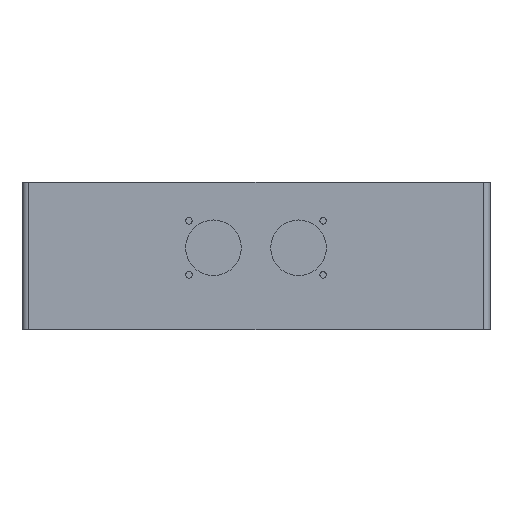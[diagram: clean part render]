
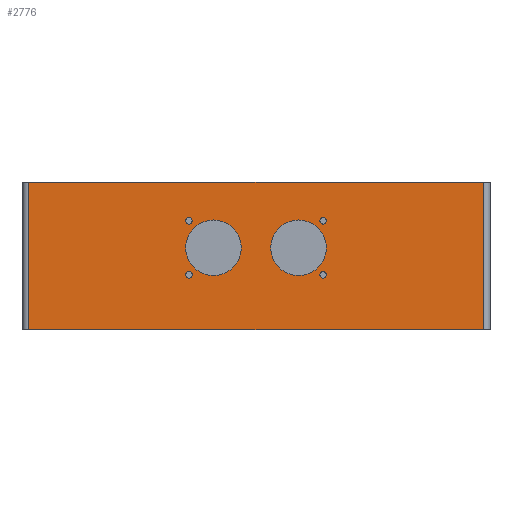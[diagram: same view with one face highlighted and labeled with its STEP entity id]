
A CAD part, front view. The second image highlights one B-rep face of the part: STEP entity #2776.
In plain terms, the highlighted planar face has unit normal (0, -1, 0).
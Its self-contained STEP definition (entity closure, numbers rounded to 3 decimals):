
#79=FACE_BOUND('',#499,.T.);
#80=FACE_BOUND('',#500,.T.);
#81=FACE_BOUND('',#501,.T.);
#82=FACE_BOUND('',#502,.T.);
#83=FACE_BOUND('',#503,.T.);
#84=FACE_BOUND('',#504,.T.);
#157=PLANE('',#3080);
#295=FACE_OUTER_BOUND('',#498,.T.);
#498=EDGE_LOOP('',(#2520,#2521,#2522,#2523));
#499=EDGE_LOOP('',(#2524));
#500=EDGE_LOOP('',(#2525));
#501=EDGE_LOOP('',(#2526));
#502=EDGE_LOOP('',(#2527));
#503=EDGE_LOOP('',(#2528));
#504=EDGE_LOOP('',(#2529));
#747=LINE('',#4659,#983);
#752=LINE('',#4676,#988);
#753=LINE('',#4679,#989);
#754=LINE('',#4680,#990);
#983=VECTOR('',#3869,10.);
#988=VECTOR('',#3888,10.);
#989=VECTOR('',#3891,10.);
#990=VECTOR('',#3892,10.);
#1124=CIRCLE('',#3040,1.);
#1125=CIRCLE('',#3042,1.);
#1126=CIRCLE('',#3044,1.);
#1127=CIRCLE('',#3046,1.);
#1132=CIRCLE('',#3056,8.5);
#1133=CIRCLE('',#3058,8.5);
#1372=VERTEX_POINT('',#4583);
#1373=VERTEX_POINT('',#4587);
#1374=VERTEX_POINT('',#4591);
#1375=VERTEX_POINT('',#4595);
#1380=VERTEX_POINT('',#4615);
#1381=VERTEX_POINT('',#4619);
#1393=VERTEX_POINT('',#4656);
#1394=VERTEX_POINT('',#4658);
#1399=VERTEX_POINT('',#4674);
#1400=VERTEX_POINT('',#4678);
#1738=EDGE_CURVE('',#1372,#1372,#1124,.T.);
#1740=EDGE_CURVE('',#1373,#1373,#1125,.T.);
#1742=EDGE_CURVE('',#1374,#1374,#1126,.T.);
#1744=EDGE_CURVE('',#1375,#1375,#1127,.T.);
#1753=EDGE_CURVE('',#1380,#1380,#1132,.T.);
#1755=EDGE_CURVE('',#1381,#1381,#1133,.T.);
#1774=EDGE_CURVE('',#1393,#1394,#747,.T.);
#1783=EDGE_CURVE('',#1394,#1399,#752,.T.);
#1784=EDGE_CURVE('',#1400,#1393,#753,.T.);
#1785=EDGE_CURVE('',#1399,#1400,#754,.T.);
#2520=ORIENTED_EDGE('',*,*,#1783,.F.);
#2521=ORIENTED_EDGE('',*,*,#1774,.F.);
#2522=ORIENTED_EDGE('',*,*,#1784,.F.);
#2523=ORIENTED_EDGE('',*,*,#1785,.F.);
#2524=ORIENTED_EDGE('',*,*,#1738,.T.);
#2525=ORIENTED_EDGE('',*,*,#1740,.T.);
#2526=ORIENTED_EDGE('',*,*,#1742,.T.);
#2527=ORIENTED_EDGE('',*,*,#1744,.T.);
#2528=ORIENTED_EDGE('',*,*,#1753,.T.);
#2529=ORIENTED_EDGE('',*,*,#1755,.T.);
#2776=ADVANCED_FACE('',(#295,#79,#80,#81,#82,#83,#84),#157,.T.);
#3040=AXIS2_PLACEMENT_3D('',#4585,#3784,#3785);
#3042=AXIS2_PLACEMENT_3D('',#4589,#3789,#3790);
#3044=AXIS2_PLACEMENT_3D('',#4593,#3794,#3795);
#3046=AXIS2_PLACEMENT_3D('',#4597,#3799,#3800);
#3056=AXIS2_PLACEMENT_3D('',#4616,#3823,#3824);
#3058=AXIS2_PLACEMENT_3D('',#4620,#3828,#3829);
#3080=AXIS2_PLACEMENT_3D('',#4677,#3889,#3890);
#3784=DIRECTION('center_axis',(0.,1.,0.));
#3785=DIRECTION('ref_axis',(-1.,0.,0.));
#3789=DIRECTION('center_axis',(0.,1.,0.));
#3790=DIRECTION('ref_axis',(-1.,0.,0.));
#3794=DIRECTION('center_axis',(0.,1.,0.));
#3795=DIRECTION('ref_axis',(-1.,0.,0.));
#3799=DIRECTION('center_axis',(0.,1.,0.));
#3800=DIRECTION('ref_axis',(-1.,0.,0.));
#3823=DIRECTION('center_axis',(0.,1.,0.));
#3824=DIRECTION('ref_axis',(1.,0.,0.));
#3828=DIRECTION('center_axis',(0.,1.,0.));
#3829=DIRECTION('ref_axis',(1.,0.,0.));
#3869=DIRECTION('',(-1.,0.,0.));
#3888=DIRECTION('',(0.,0.,1.));
#3889=DIRECTION('center_axis',(0.,-1.,0.));
#3890=DIRECTION('ref_axis',(1.,0.,0.));
#3891=DIRECTION('',(0.,0.,-1.));
#3892=DIRECTION('',(1.,0.,0.));
#4583=CARTESIAN_POINT('',(73.007,-166.,16.744));
#4585=CARTESIAN_POINT('Origin',(72.007,-166.,16.744));
#4587=CARTESIAN_POINT('',(32.014,-166.,16.75));
#4589=CARTESIAN_POINT('Origin',(31.014,-166.,16.75));
#4591=CARTESIAN_POINT('',(73.017,-166.,33.246));
#4593=CARTESIAN_POINT('Origin',(72.017,-166.,33.246));
#4595=CARTESIAN_POINT('',(31.998,-166.,33.254));
#4597=CARTESIAN_POINT('Origin',(30.998,-166.,33.254));
#4615=CARTESIAN_POINT('',(56.,-166.,25.));
#4616=CARTESIAN_POINT('Origin',(64.5,-166.,25.));
#4619=CARTESIAN_POINT('',(30.,-166.,25.));
#4620=CARTESIAN_POINT('Origin',(38.5,-166.,25.));
#4656=CARTESIAN_POINT('',(121.,-166.,0.));
#4658=CARTESIAN_POINT('',(-18.,-166.,0.));
#4659=CARTESIAN_POINT('',(123.,-166.,0.));
#4674=CARTESIAN_POINT('',(-18.,-166.,45.));
#4676=CARTESIAN_POINT('',(-18.,-166.,0.));
#4677=CARTESIAN_POINT('Origin',(-20.,-166.,0.));
#4678=CARTESIAN_POINT('',(121.,-166.,45.));
#4679=CARTESIAN_POINT('',(121.,-166.,0.));
#4680=CARTESIAN_POINT('',(123.,-166.,45.));
